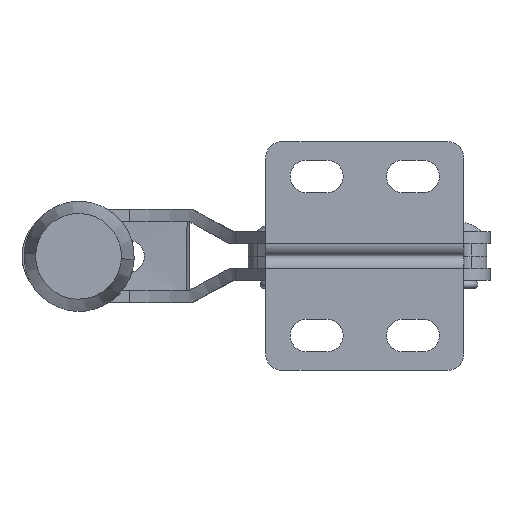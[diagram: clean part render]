
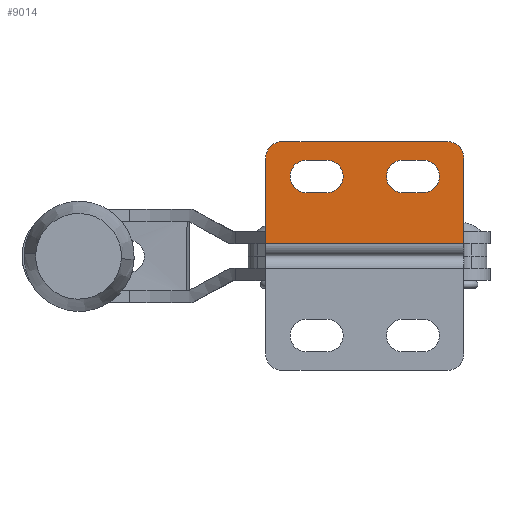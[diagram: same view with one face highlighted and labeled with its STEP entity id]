
A CAD part, front view. The second image highlights one B-rep face of the part: STEP entity #9014.
In plain terms, the highlighted planar face has unit normal (0, -1, 0).
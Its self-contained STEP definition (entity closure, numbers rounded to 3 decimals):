
#6672 = CARTESIAN_POINT ( 'NONE',  ( 2339.903, 1829.725, 9.75 ) ) ;
#6676 = CARTESIAN_POINT ( 'NONE',  ( 2337.403, 1829.725, 11.75 ) ) ;
#6681 = CIRCLE ( 'NONE', #6729, 2. ) ;
#6682 = CARTESIAN_POINT ( 'NONE',  ( 2332.403, 1829.725, 12. ) ) ;
#6695 = CARTESIAN_POINT ( 'NONE',  ( 2354.703, 1829.725, 14. ) ) ;
#6701 = PLANE ( 'NONE',  #6724 ) ;
#6703 = DIRECTION ( 'NONE',  ( 0., 0., 1. ) ) ;
#6704 = DIRECTION ( 'NONE',  ( 0., -1., 0. ) ) ;
#6705 = AXIS2_PLACEMENT_3D ( 'NONE', #6711, #6704, #6703 ) ;
#6708 = FACE_BOUND ( 'NONE', #9015, .T. ) ;
#6710 = FACE_OUTER_BOUND ( 'NONE', #9066, .T. ) ;
#6711 = CARTESIAN_POINT ( 'NONE',  ( 2354.703, 1829.725, 12. ) ) ;
#6712 = DIRECTION ( 'NONE',  ( 0., 0., 1. ) ) ;
#6713 = DIRECTION ( 'NONE',  ( 0., 1., 0. ) ) ;
#6716 = CARTESIAN_POINT ( 'NONE',  ( 2332.403, 1829.725, 1.5 ) ) ;
#6717 = CIRCLE ( 'NONE', #6705, 2. ) ;
#6718 = CARTESIAN_POINT ( 'NONE',  ( 2356.703, 1829.725, 1.5 ) ) ;
#6721 = FACE_BOUND ( 'NONE', #8991, .T. ) ;
#6724 = AXIS2_PLACEMENT_3D ( 'NONE', #6718, #6713, #6712 ) ;
#6725 = DIRECTION ( 'NONE',  ( 1., 0., 0. ) ) ;
#6726 = VECTOR ( 'NONE', #6725, 1000. ) ;
#6727 = DIRECTION ( 'NONE',  ( 0., 0., 1. ) ) ;
#6728 = DIRECTION ( 'NONE',  ( 0., 1., 0. ) ) ;
#6729 = AXIS2_PLACEMENT_3D ( 'NONE', #6672, #6728, #6727 ) ;
#6730 = CARTESIAN_POINT ( 'NONE',  ( 2356.703, 1829.725, 11.75 ) ) ;
#6731 = LINE ( 'NONE', #6730, #6726 ) ;
#6735 = CARTESIAN_POINT ( 'NONE',  ( 2339.903, 1829.725, 11.75 ) ) ;
#6741 = AXIS2_PLACEMENT_3D ( 'NONE', #6782, #6781, #6780 ) ;
#6744 = CARTESIAN_POINT ( 'NONE',  ( 2334.403, 1829.725, 14. ) ) ;
#6747 = LINE ( 'NONE', #6788, #6787 ) ;
#6750 = DIRECTION ( 'NONE',  ( 0., 0., -1. ) ) ;
#6751 = VECTOR ( 'NONE', #6750, 1000. ) ;
#6752 = CARTESIAN_POINT ( 'NONE',  ( 2332.403, 1829.725, 1.5 ) ) ;
#6753 = LINE ( 'NONE', #6752, #6751 ) ;
#6765 = CIRCLE ( 'NONE', #6770, 2. ) ;
#6766 = CARTESIAN_POINT ( 'NONE',  ( 2349.203, 1829.725, 11.75 ) ) ;
#6767 = DIRECTION ( 'NONE',  ( 1., 0., 0. ) ) ;
#6768 = VECTOR ( 'NONE', #6767, 1000. ) ;
#6769 = CARTESIAN_POINT ( 'NONE',  ( 2356.703, 1829.725, 1.5 ) ) ;
#6770 = AXIS2_PLACEMENT_3D ( 'NONE', #6783, #6778, #6829 ) ;
#6776 = LINE ( 'NONE', #6769, #6768 ) ;
#6778 = DIRECTION ( 'NONE',  ( 0., 1., 0. ) ) ;
#6779 = CIRCLE ( 'NONE', #6828, 2. ) ;
#6780 = DIRECTION ( 'NONE',  ( 0., 0., 1. ) ) ;
#6781 = DIRECTION ( 'NONE',  ( 0., -1., 0. ) ) ;
#6782 = CARTESIAN_POINT ( 'NONE',  ( 2334.403, 1829.725, 12. ) ) ;
#6783 = CARTESIAN_POINT ( 'NONE',  ( 2349.203, 1829.725, 9.75 ) ) ;
#6784 = CARTESIAN_POINT ( 'NONE',  ( 2339.903, 1829.725, 7.75 ) ) ;
#6785 = CIRCLE ( 'NONE', #6741, 2. ) ;
#6786 = DIRECTION ( 'NONE',  ( 1., 0., 0. ) ) ;
#6787 = VECTOR ( 'NONE', #6786, 1000. ) ;
#6788 = CARTESIAN_POINT ( 'NONE',  ( 2356.703, 1829.725, 14. ) ) ;
#6796 = CARTESIAN_POINT ( 'NONE',  ( 2351.703, 1829.725, 9.75 ) ) ;
#6797 = DIRECTION ( 'NONE',  ( -1., 0., 0. ) ) ;
#6798 = VECTOR ( 'NONE', #6797, 1000. ) ;
#6800 = DIRECTION ( 'NONE',  ( 0., 0., 1. ) ) ;
#6801 = CARTESIAN_POINT ( 'NONE',  ( 2356.703, 1829.725, 7.75 ) ) ;
#6802 = LINE ( 'NONE', #6801, #6798 ) ;
#6803 = DIRECTION ( 'NONE',  ( 1., 0., 0. ) ) ;
#6804 = VECTOR ( 'NONE', #6803, 1000. ) ;
#6805 = CARTESIAN_POINT ( 'NONE',  ( 2356.703, 1829.725, 11.75 ) ) ;
#6806 = CARTESIAN_POINT ( 'NONE',  ( 2351.703, 1829.725, 11.75 ) ) ;
#6807 = CARTESIAN_POINT ( 'NONE',  ( 2351.703, 1829.725, 7.75 ) ) ;
#6808 = CIRCLE ( 'NONE', #6811, 2. ) ;
#6810 = LINE ( 'NONE', #6805, #6804 ) ;
#6811 = AXIS2_PLACEMENT_3D ( 'NONE', #6796, #6814, #6800 ) ;
#6812 = CARTESIAN_POINT ( 'NONE',  ( 2337.403, 1829.725, 7.75 ) ) ;
#6813 = DIRECTION ( 'NONE',  ( 0., 0., -1. ) ) ;
#6814 = DIRECTION ( 'NONE',  ( 0., 1., 0. ) ) ;
#6815 = CARTESIAN_POINT ( 'NONE',  ( 2349.203, 1829.725, 7.75 ) ) ;
#6816 = CARTESIAN_POINT ( 'NONE',  ( 2356.703, 1829.725, 1.5 ) ) ;
#6817 = DIRECTION ( 'NONE',  ( -1., 0., 0. ) ) ;
#6818 = VECTOR ( 'NONE', #6817, 1000. ) ;
#6819 = CARTESIAN_POINT ( 'NONE',  ( 2356.703, 1829.725, 7.75 ) ) ;
#6820 = LINE ( 'NONE', #6819, #6818 ) ;
#6822 = DIRECTION ( 'NONE',  ( 0., 0., 1. ) ) ;
#6823 = DIRECTION ( 'NONE',  ( 0., 1., 0. ) ) ;
#6824 = CARTESIAN_POINT ( 'NONE',  ( 2337.403, 1829.725, 9.75 ) ) ;
#6825 = CARTESIAN_POINT ( 'NONE',  ( 2356.703, 1829.725, 12. ) ) ;
#6826 = VECTOR ( 'NONE', #6813, 1000. ) ;
#6827 = CARTESIAN_POINT ( 'NONE',  ( 2356.703, 1829.725, 1.5 ) ) ;
#6828 = AXIS2_PLACEMENT_3D ( 'NONE', #6824, #6823, #6822 ) ;
#6829 = DIRECTION ( 'NONE',  ( 0., 0., 1. ) ) ;
#6830 = LINE ( 'NONE', #6827, #6826 ) ;
#8991 = EDGE_LOOP ( 'NONE', ( #9064, #8992, #9060, #9058 ) ) ;
#8992 = ORIENTED_EDGE ( 'NONE', *, *, #9074, .T. ) ;
#8993 = VERTEX_POINT ( 'NONE', #6695 ) ;
#8996 = VERTEX_POINT ( 'NONE', #6682 ) ;
#9000 = EDGE_CURVE ( 'NONE', #9003, #9056, #6681, .T. ) ;
#9001 = ORIENTED_EDGE ( 'NONE', *, *, #9000, .T. ) ;
#9002 = EDGE_CURVE ( 'NONE', #9024, #9003, #6731, .T. ) ;
#9003 = VERTEX_POINT ( 'NONE', #6735 ) ;
#9011 = VERTEX_POINT ( 'NONE', #6716 ) ;
#9012 = ORIENTED_EDGE ( 'NONE', *, *, #9002, .T. ) ;
#9013 = EDGE_CURVE ( 'NONE', #9068, #8993, #6717, .T. ) ;
#9014 = ADVANCED_FACE ( 'NONE', ( #6708, #6721, #6710 ), #6701, .F. ) ;
#9015 = EDGE_LOOP ( 'NONE', ( #9012, #9001, #9061, #9065 ) ) ;
#9022 = EDGE_CURVE ( 'NONE', #8996, #9011, #6753, .T. ) ;
#9024 = VERTEX_POINT ( 'NONE', #6676 ) ;
#9034 = VERTEX_POINT ( 'NONE', #6744 ) ;
#9038 = EDGE_CURVE ( 'NONE', #9034, #8993, #6747, .T. ) ;
#9039 = ORIENTED_EDGE ( 'NONE', *, *, #9041, .T. ) ;
#9041 = EDGE_CURVE ( 'NONE', #9034, #8996, #6785, .T. ) ;
#9045 = ORIENTED_EDGE ( 'NONE', *, *, #9038, .F. ) ;
#9046 = ORIENTED_EDGE ( 'NONE', *, *, #9050, .T. ) ;
#9050 = EDGE_CURVE ( 'NONE', #9011, #9072, #6776, .T. ) ;
#9051 = ORIENTED_EDGE ( 'NONE', *, *, #9022, .T. ) ;
#9052 = ORIENTED_EDGE ( 'NONE', *, *, #9062, .F. ) ;
#9053 = EDGE_CURVE ( 'NONE', #9063, #9054, #6765, .T. ) ;
#9054 = VERTEX_POINT ( 'NONE', #6766 ) ;
#9055 = EDGE_CURVE ( 'NONE', #9067, #9024, #6779, .T. ) ;
#9056 = VERTEX_POINT ( 'NONE', #6784 ) ;
#9057 = EDGE_CURVE ( 'NONE', #9056, #9067, #6820, .T. ) ;
#9058 = ORIENTED_EDGE ( 'NONE', *, *, #9053, .T. ) ;
#9059 = ORIENTED_EDGE ( 'NONE', *, *, #9013, .T. ) ;
#9060 = ORIENTED_EDGE ( 'NONE', *, *, #9073, .T. ) ;
#9061 = ORIENTED_EDGE ( 'NONE', *, *, #9057, .T. ) ;
#9062 = EDGE_CURVE ( 'NONE', #9068, #9072, #6830, .T. ) ;
#9063 = VERTEX_POINT ( 'NONE', #6815 ) ;
#9064 = ORIENTED_EDGE ( 'NONE', *, *, #9069, .T. ) ;
#9065 = ORIENTED_EDGE ( 'NONE', *, *, #9055, .T. ) ;
#9066 = EDGE_LOOP ( 'NONE', ( #9052, #9059, #9045, #9039, #9051, #9046 ) ) ;
#9067 = VERTEX_POINT ( 'NONE', #6812 ) ;
#9068 = VERTEX_POINT ( 'NONE', #6825 ) ;
#9069 = EDGE_CURVE ( 'NONE', #9054, #9071, #6810, .T. ) ;
#9070 = VERTEX_POINT ( 'NONE', #6807 ) ;
#9071 = VERTEX_POINT ( 'NONE', #6806 ) ;
#9072 = VERTEX_POINT ( 'NONE', #6816 ) ;
#9073 = EDGE_CURVE ( 'NONE', #9070, #9063, #6802, .T. ) ;
#9074 = EDGE_CURVE ( 'NONE', #9071, #9070, #6808, .T. ) ;
